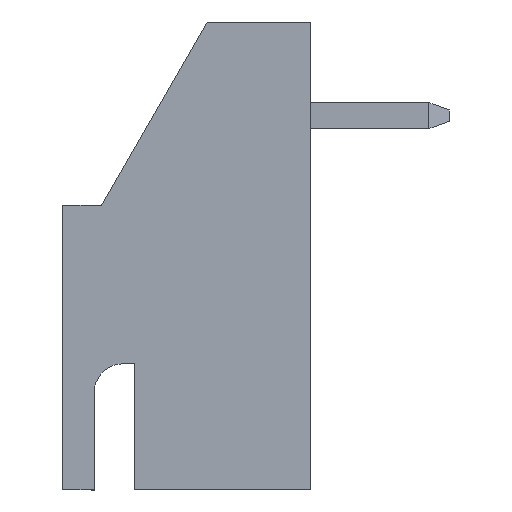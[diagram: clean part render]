
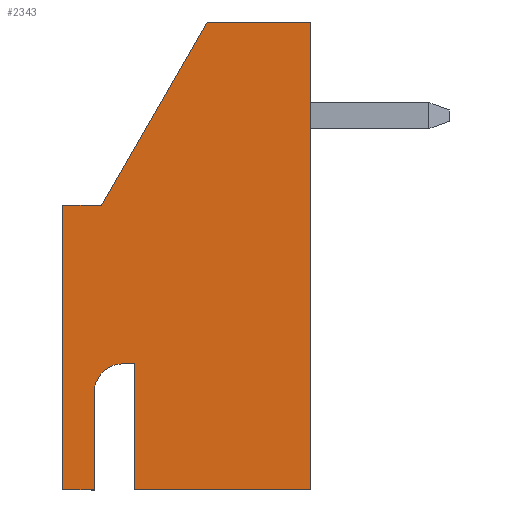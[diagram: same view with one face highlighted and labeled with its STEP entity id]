
A CAD part, left-side view. The second image highlights one B-rep face of the part: STEP entity #2343.
In plain terms, the highlighted planar face has unit normal (-1, 0, 0).
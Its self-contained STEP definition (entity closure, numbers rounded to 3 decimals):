
#5 = ORIENTED_EDGE ( 'NONE', *, *, #2517, .T. ) ;
#10 = VERTEX_POINT ( 'NONE', #135 ) ;
#52 = AXIS2_PLACEMENT_3D ( 'NONE', #1017, #535, #101 ) ;
#75 = LINE ( 'NONE', #270, #1419 ) ;
#101 = DIRECTION ( 'NONE',  ( 0., 0., 1. ) ) ;
#135 = CARTESIAN_POINT ( 'NONE',  ( -3.7, 5.325, -3.35 ) ) ;
#162 = DIRECTION ( 'NONE',  ( 0., -1., 0. ) ) ;
#196 = ORIENTED_EDGE ( 'NONE', *, *, #570, .T. ) ;
#244 = LINE ( 'NONE', #1873, #1414 ) ;
#258 = DIRECTION ( 'NONE',  ( 0., 0., -1. ) ) ;
#266 = VERTEX_POINT ( 'NONE', #2354 ) ;
#270 = CARTESIAN_POINT ( 'NONE',  ( -3.7, 6.15, 5.75 ) ) ;
#278 = LINE ( 'NONE', #1425, #2629 ) ;
#303 = CARTESIAN_POINT ( 'NONE',  ( -3.7, 5.325, -5.75 ) ) ;
#347 = CARTESIAN_POINT ( 'NONE',  ( -3.7, 5.325, -5.75 ) ) ;
#366 = CARTESIAN_POINT ( 'NONE',  ( -3.7, 0., 5.75 ) ) ;
#396 = CARTESIAN_POINT ( 'NONE',  ( -3.7, 0., -5.75 ) ) ;
#398 = ORIENTED_EDGE ( 'NONE', *, *, #2141, .T. ) ;
#454 = DIRECTION ( 'NONE',  ( 0., 1., 0. ) ) ;
#535 = DIRECTION ( 'NONE',  ( -1., 0., 0. ) ) ;
#570 = EDGE_CURVE ( 'NONE', #2078, #1985, #1637, .T. ) ;
#589 = EDGE_CURVE ( 'NONE', #10, #2243, #2669, .T. ) ;
#601 = CARTESIAN_POINT ( 'NONE',  ( -3.7, 6.1, 1.25 ) ) ;
#604 = FACE_OUTER_BOUND ( 'NONE', #1187, .T. ) ;
#615 = DIRECTION ( 'NONE',  ( 0., 0., 1. ) ) ;
#646 = EDGE_CURVE ( 'NONE', #2243, #1924, #2487, .T. ) ;
#720 = ORIENTED_EDGE ( 'NONE', *, *, #1147, .T. ) ;
#723 = DIRECTION ( 'NONE',  ( 0., -1., 0. ) ) ;
#734 = EDGE_CURVE ( 'NONE', #1985, #10, #1829, .T. ) ;
#744 = CARTESIAN_POINT ( 'NONE',  ( -3.7, 6.1, -5.75 ) ) ;
#745 = VECTOR ( 'NONE', #454, 1000. ) ;
#854 = VERTEX_POINT ( 'NONE', #1520 ) ;
#960 = ORIENTED_EDGE ( 'NONE', *, *, #2043, .T. ) ;
#1017 = CARTESIAN_POINT ( 'NONE',  ( -3.7, 6.15, -5.75 ) ) ;
#1037 = ORIENTED_EDGE ( 'NONE', *, *, #2643, .F. ) ;
#1052 = CARTESIAN_POINT ( 'NONE',  ( -3.7, 5.15, 1.25 ) ) ;
#1059 = AXIS2_PLACEMENT_3D ( 'NONE', #2450, #2016, #615 ) ;
#1103 = CARTESIAN_POINT ( 'NONE',  ( -3.7, 6.15, -2.65 ) ) ;
#1147 = EDGE_CURVE ( 'NONE', #2033, #854, #75, .T. ) ;
#1162 = EDGE_CURVE ( 'NONE', #2399, #266, #244, .T. ) ;
#1186 = EDGE_CURVE ( 'NONE', #1924, #2399, #278, .T. ) ;
#1187 = EDGE_LOOP ( 'NONE', ( #398, #1037, #196, #1746, #1951, #1461, #1434, #1666, #5, #720, #960 ) ) ;
#1253 = PLANE ( 'NONE',  #52 ) ;
#1283 = VECTOR ( 'NONE', #2719, 1000. ) ;
#1285 = LINE ( 'NONE', #396, #2227 ) ;
#1292 = DIRECTION ( 'NONE',  ( 0., 0.5, -0.866 ) ) ;
#1341 = LINE ( 'NONE', #1376, #745 ) ;
#1376 = CARTESIAN_POINT ( 'NONE',  ( -3.7, 6.15, 1.25 ) ) ;
#1414 = VECTOR ( 'NONE', #723, 1000. ) ;
#1419 = VECTOR ( 'NONE', #2832, 1000. ) ;
#1425 = CARTESIAN_POINT ( 'NONE',  ( -3.7, 4.325, -5.75 ) ) ;
#1434 = ORIENTED_EDGE ( 'NONE', *, *, #1186, .T. ) ;
#1461 = ORIENTED_EDGE ( 'NONE', *, *, #646, .T. ) ;
#1520 = CARTESIAN_POINT ( 'NONE',  ( -3.7, 2.552, 5.75 ) ) ;
#1523 = VECTOR ( 'NONE', #1626, 1000. ) ;
#1626 = DIRECTION ( 'NONE',  ( 0., 0., 1. ) ) ;
#1637 = LINE ( 'NONE', #2005, #2740 ) ;
#1666 = ORIENTED_EDGE ( 'NONE', *, *, #1162, .T. ) ;
#1746 = ORIENTED_EDGE ( 'NONE', *, *, #734, .T. ) ;
#1748 = DIRECTION ( 'NONE',  ( 0., 0., 1. ) ) ;
#1829 = LINE ( 'NONE', #303, #2589 ) ;
#1852 = VECTOR ( 'NONE', #1292, 1000. ) ;
#1873 = CARTESIAN_POINT ( 'NONE',  ( -3.7, 6.15, -5.75 ) ) ;
#1924 = VERTEX_POINT ( 'NONE', #2618 ) ;
#1951 = ORIENTED_EDGE ( 'NONE', *, *, #589, .T. ) ;
#1985 = VERTEX_POINT ( 'NONE', #347 ) ;
#2005 = CARTESIAN_POINT ( 'NONE',  ( -3.7, 6.15, -5.75 ) ) ;
#2016 = DIRECTION ( 'NONE',  ( 1., 0., 0. ) ) ;
#2033 = VERTEX_POINT ( 'NONE', #366 ) ;
#2043 = EDGE_CURVE ( 'NONE', #854, #2946, #2410, .T. ) ;
#2078 = VERTEX_POINT ( 'NONE', #2213 ) ;
#2141 = EDGE_CURVE ( 'NONE', #2946, #2870, #1341, .T. ) ;
#2213 = CARTESIAN_POINT ( 'NONE',  ( -3.7, 6.1, -5.75 ) ) ;
#2227 = VECTOR ( 'NONE', #1748, 1000. ) ;
#2243 = VERTEX_POINT ( 'NONE', #2568 ) ;
#2343 = ADVANCED_FACE ( 'NONE', ( #604 ), #1253, .T. ) ;
#2354 = CARTESIAN_POINT ( 'NONE',  ( -3.7, 0., -5.75 ) ) ;
#2399 = VERTEX_POINT ( 'NONE', #2875 ) ;
#2410 = LINE ( 'NONE', #2673, #1852 ) ;
#2450 = CARTESIAN_POINT ( 'NONE',  ( -3.7, 4.625, -3.35 ) ) ;
#2487 = LINE ( 'NONE', #1103, #1283 ) ;
#2517 = EDGE_CURVE ( 'NONE', #266, #2033, #1285, .T. ) ;
#2568 = CARTESIAN_POINT ( 'NONE',  ( -3.7, 4.625, -2.65 ) ) ;
#2589 = VECTOR ( 'NONE', #2836, 1000. ) ;
#2618 = CARTESIAN_POINT ( 'NONE',  ( -3.7, 4.325, -2.65 ) ) ;
#2629 = VECTOR ( 'NONE', #258, 1000. ) ;
#2643 = EDGE_CURVE ( 'NONE', #2078, #2870, #2782, .T. ) ;
#2669 = CIRCLE ( 'NONE', #1059, 0.7 ) ;
#2673 = CARTESIAN_POINT ( 'NONE',  ( -3.7, 2.552, 5.75 ) ) ;
#2719 = DIRECTION ( 'NONE',  ( 0., -1., 0. ) ) ;
#2740 = VECTOR ( 'NONE', #162, 1000. ) ;
#2782 = LINE ( 'NONE', #744, #1523 ) ;
#2832 = DIRECTION ( 'NONE',  ( 0., 1., 0. ) ) ;
#2836 = DIRECTION ( 'NONE',  ( 0., 0., 1. ) ) ;
#2870 = VERTEX_POINT ( 'NONE', #601 ) ;
#2875 = CARTESIAN_POINT ( 'NONE',  ( -3.7, 4.325, -5.75 ) ) ;
#2946 = VERTEX_POINT ( 'NONE', #1052 ) ;
